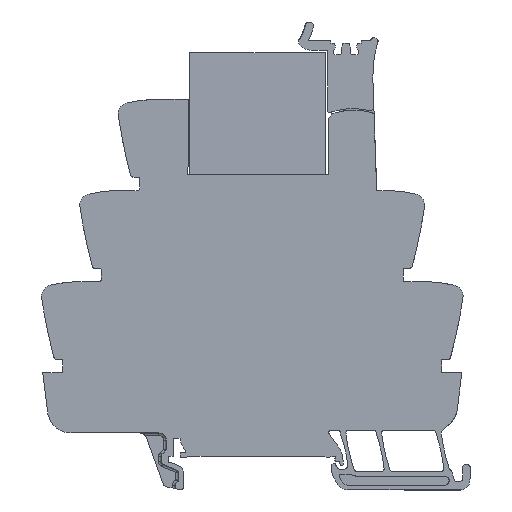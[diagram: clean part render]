
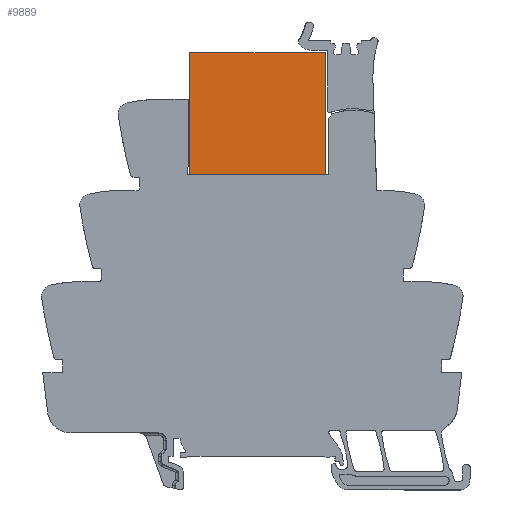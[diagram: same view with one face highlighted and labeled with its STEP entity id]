
A CAD part, left-side view. The second image highlights one B-rep face of the part: STEP entity #9889.
In plain terms, the highlighted planar face has unit normal (-1, 0, 0.004).
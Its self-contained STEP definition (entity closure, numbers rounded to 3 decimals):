
#9846=AXIS2_PLACEMENT_3D('Plane Axis2P3D',#9843,#9844,#9845) ;
#3192=CARTESIAN_POINT('Line Origine',(0.049,44.462,65.7)) ;
#3196=CARTESIAN_POINT('Vertex',(0.049,58.663,65.7)) ;
#3198=CARTESIAN_POINT('Vertex',(0.049,30.261,65.7)) ;
#9843=CARTESIAN_POINT('Axis2P3D Location',(0.049,58.754,65.7)) ;
#9848=CARTESIAN_POINT('Line Origine',(0.093,58.618,78.4)) ;
#9852=CARTESIAN_POINT('Vertex',(0.138,58.574,91.1)) ;
#9855=CARTESIAN_POINT('Line Origine',(0.093,30.305,78.4)) ;
#9859=CARTESIAN_POINT('Vertex',(0.138,30.349,91.1)) ;
#9862=CARTESIAN_POINT('Line Origine',(0.138,30.35,91.15)) ;
#9866=CARTESIAN_POINT('Vertex',(0.138,30.35,91.2)) ;
#9869=CARTESIAN_POINT('Line Origine',(0.138,44.462,91.2)) ;
#9873=CARTESIAN_POINT('Vertex',(0.138,58.574,91.2)) ;
#9876=CARTESIAN_POINT('Line Origine',(0.138,58.574,91.15)) ;
#3193=DIRECTION('Vector Direction',(0.,-1.,0.)) ;
#9844=DIRECTION('Axis2P3D Direction',(1.,0.,-0.003)) ;
#9845=DIRECTION('Axis2P3D XDirection',(0.003,0.,1.)) ;
#9849=DIRECTION('Vector Direction',(0.003,-0.003,1.)) ;
#9856=DIRECTION('Vector Direction',(-0.003,-0.003,-1.)) ;
#9863=DIRECTION('Vector Direction',(-0.003,-0.003,-1.)) ;
#9870=DIRECTION('Vector Direction',(0.,1.,0.)) ;
#9877=DIRECTION('Vector Direction',(0.003,-0.003,1.)) ;
#3194=VECTOR('Line Direction',#3193,1.) ;
#9850=VECTOR('Line Direction',#9849,1.) ;
#9857=VECTOR('Line Direction',#9856,1.) ;
#9864=VECTOR('Line Direction',#9863,1.) ;
#9871=VECTOR('Line Direction',#9870,1.) ;
#9878=VECTOR('Line Direction',#9877,1.) ;
#9882=ORIENTED_EDGE('',*,*,#9854,.F.) ;
#9883=ORIENTED_EDGE('',*,*,#3200,.T.) ;
#9884=ORIENTED_EDGE('',*,*,#9861,.F.) ;
#9885=ORIENTED_EDGE('',*,*,#9868,.F.) ;
#9886=ORIENTED_EDGE('',*,*,#9875,.T.) ;
#9887=ORIENTED_EDGE('',*,*,#9880,.F.) ;
#9889=ADVANCED_FACE('SOCKEL',(#9888),#9847,.F.) ;
#3200=EDGE_CURVE('',#3197,#3199,#3195,.T.) ;
#9854=EDGE_CURVE('',#3197,#9853,#9851,.T.) ;
#9861=EDGE_CURVE('',#9860,#3199,#9858,.T.) ;
#9868=EDGE_CURVE('',#9867,#9860,#9865,.T.) ;
#9875=EDGE_CURVE('',#9867,#9874,#9872,.T.) ;
#9880=EDGE_CURVE('',#9853,#9874,#9879,.T.) ;
#9881=EDGE_LOOP('',(#9882,#9883,#9884,#9885,#9886,#9887)) ;
#9888=FACE_OUTER_BOUND('',#9881,.T.) ;
#3195=LINE('Line',#3192,#3194) ;
#9851=LINE('Line',#9848,#9850) ;
#9858=LINE('Line',#9855,#9857) ;
#9865=LINE('Line',#9862,#9864) ;
#9872=LINE('Line',#9869,#9871) ;
#9879=LINE('Line',#9876,#9878) ;
#9847=PLANE('',#9846) ;
#3197=VERTEX_POINT('',#3196) ;
#3199=VERTEX_POINT('',#3198) ;
#9853=VERTEX_POINT('',#9852) ;
#9860=VERTEX_POINT('',#9859) ;
#9867=VERTEX_POINT('',#9866) ;
#9874=VERTEX_POINT('',#9873) ;
